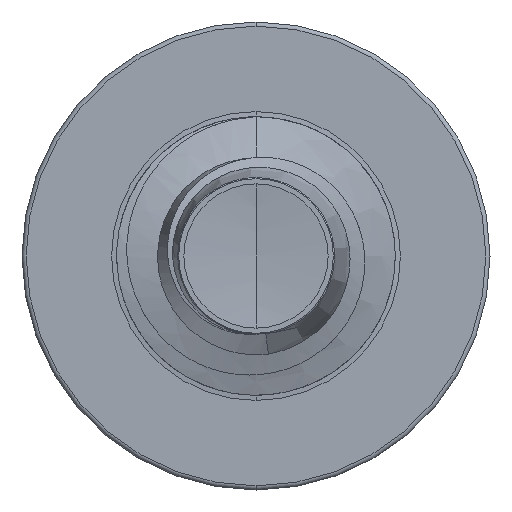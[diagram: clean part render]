
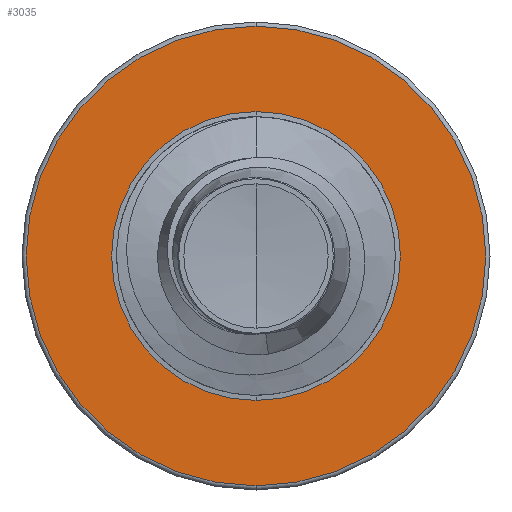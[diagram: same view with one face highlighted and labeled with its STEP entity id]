
A CAD part, front view. The second image highlights one B-rep face of the part: STEP entity #3035.
In plain terms, the highlighted planar face has unit normal (0, -1, 0).
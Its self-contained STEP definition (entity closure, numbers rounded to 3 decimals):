
#749 = VERTEX_POINT ( 'NONE', #4370 ) ;
#1936 = AXIS2_PLACEMENT_3D ( 'NONE', #3292, #3288, #3269 ) ;
#2305 = AXIS2_PLACEMENT_3D ( 'NONE', #9448, #9385, #9381 ) ;
#3035 = ADVANCED_FACE ( 'NONE', ( #4470, #4412 ), #9429, .F. ) ;
#3269 = DIRECTION ( 'NONE',  ( 0., 0., 1. ) ) ;
#3288 = DIRECTION ( 'NONE',  ( 0., 1., 0. ) ) ;
#3292 = CARTESIAN_POINT ( 'NONE',  ( 0., 6., 0. ) ) ;
#3414 = CIRCLE ( 'NONE', #9576, 1.296 ) ;
#3521 = DIRECTION ( 'NONE',  ( 0., 0., 1. ) ) ;
#3526 = DIRECTION ( 'NONE',  ( 0., 1., 0. ) ) ;
#3567 = CARTESIAN_POINT ( 'NONE',  ( 0., 6., 0. ) ) ;
#3846 = DIRECTION ( 'NONE',  ( 0., 0., 1. ) ) ;
#3848 = DIRECTION ( 'NONE',  ( 0., 1., 0. ) ) ;
#3861 = CARTESIAN_POINT ( 'NONE',  ( 0., 6., 0. ) ) ;
#4006 = ORIENTED_EDGE ( 'NONE', *, *, #8129, .T. ) ;
#4370 = CARTESIAN_POINT ( 'NONE',  ( 0., 6., 2.063 ) ) ;
#4376 = EDGE_CURVE ( 'NONE', #10380, #9414, #4668, .T. ) ;
#4412 = FACE_BOUND ( 'NONE', #9492, .T. ) ;
#4470 = FACE_OUTER_BOUND ( 'NONE', #8955, .T. ) ;
#4499 = DIRECTION ( 'NONE',  ( 0., 0., 1. ) ) ;
#4505 = DIRECTION ( 'NONE',  ( 0., 1., 0. ) ) ;
#4519 = CARTESIAN_POINT ( 'NONE',  ( 0., 6., 0. ) ) ;
#4668 = CIRCLE ( 'NONE', #8076, 1.296 ) ;
#4744 = AXIS2_PLACEMENT_3D ( 'NONE', #3861, #3848, #3846 ) ;
#4807 = EDGE_CURVE ( 'NONE', #8893, #749, #10468, .T. ) ;
#6108 = CIRCLE ( 'NONE', #1936, 2.063 ) ;
#8076 = AXIS2_PLACEMENT_3D ( 'NONE', #4519, #4505, #4499 ) ;
#8129 = EDGE_CURVE ( 'NONE', #9414, #10380, #3414, .T. ) ;
#8284 = EDGE_CURVE ( 'NONE', #749, #8893, #6108, .T. ) ;
#8772 = CARTESIAN_POINT ( 'NONE',  ( 0., 6., -2.062 ) ) ;
#8820 = ORIENTED_EDGE ( 'NONE', *, *, #4376, .T. ) ;
#8893 = VERTEX_POINT ( 'NONE', #8772 ) ;
#8955 = EDGE_LOOP ( 'NONE', ( #10958, #9302 ) ) ;
#9302 = ORIENTED_EDGE ( 'NONE', *, *, #4807, .F. ) ;
#9381 = DIRECTION ( 'NONE',  ( 0., 0., 1. ) ) ;
#9385 = DIRECTION ( 'NONE',  ( 0., 1., 0. ) ) ;
#9414 = VERTEX_POINT ( 'NONE', #10937 ) ;
#9429 = PLANE ( 'NONE',  #2305 ) ;
#9448 = CARTESIAN_POINT ( 'NONE',  ( 0., 6., -1.296 ) ) ;
#9492 = EDGE_LOOP ( 'NONE', ( #4006, #8820 ) ) ;
#9576 = AXIS2_PLACEMENT_3D ( 'NONE', #3567, #3526, #3521 ) ;
#9844 = CARTESIAN_POINT ( 'NONE',  ( 0., 6., -1.296 ) ) ;
#10380 = VERTEX_POINT ( 'NONE', #9844 ) ;
#10468 = CIRCLE ( 'NONE', #4744, 2.063 ) ;
#10937 = CARTESIAN_POINT ( 'NONE',  ( 0., 6., 1.296 ) ) ;
#10958 = ORIENTED_EDGE ( 'NONE', *, *, #8284, .F. ) ;
